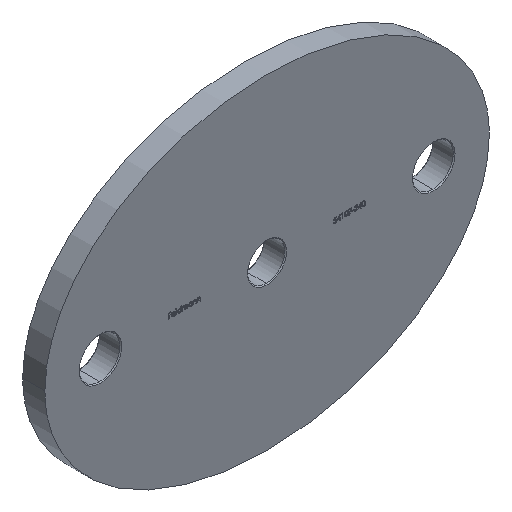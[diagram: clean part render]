
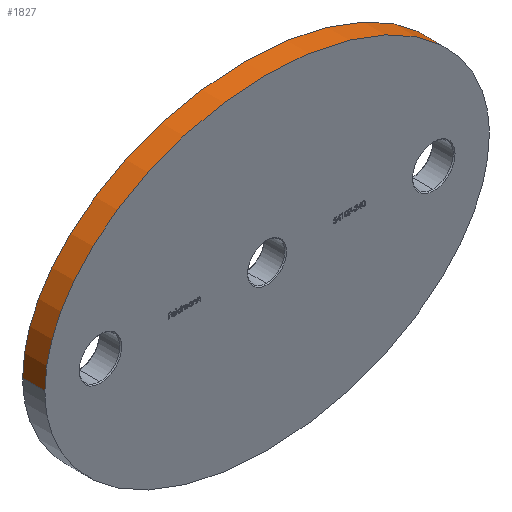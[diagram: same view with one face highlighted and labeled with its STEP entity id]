
A CAD part, isometric view. The second image highlights one B-rep face of the part: STEP entity #1827.
In plain terms, the highlighted free-form (B-spline) face has degree [3, 1] with [4, 2] control points.
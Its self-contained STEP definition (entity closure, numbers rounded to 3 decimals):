
#404 = VERTEX_POINT ( 'NONE', #7865 ) ;
#617 = CARTESIAN_POINT ( 'NONE',  ( -60., 0., 88. ) ) ;
#827 = CARTESIAN_POINT ( 'NONE',  ( 60., 6., 88. ) ) ;
#1113 = ORIENTED_EDGE ( 'NONE', *, *, #1265, .F. ) ;
#1265 = EDGE_CURVE ( 'NONE', #3312, #7219, #2237, .T. ) ;
#1827 = ADVANCED_FACE ( 'NONE', ( #2428 ), #4869, .F. ) ;
#2051 = CARTESIAN_POINT ( 'NONE',  ( 60., 0., 88. ) ) ;
#2068 = LINE ( 'NONE', #9216, #10442 ) ;
#2237 =( BOUNDED_CURVE ( )  B_SPLINE_CURVE ( 3, ( #4450, #7318, #827, #10809 ),
 .UNSPECIFIED., .F., .F. ) 
 B_SPLINE_CURVE_WITH_KNOTS ( ( 4, 4 ),
 ( 3.142, 6.283 ),
 .UNSPECIFIED. ) 
 CURVE ( )  GEOMETRIC_REPRESENTATION_ITEM ( )  RATIONAL_B_SPLINE_CURVE ( ( 1., 0.333, 0.333, 1. ) ) 
 REPRESENTATION_ITEM ( '' )  );
#2428 = FACE_OUTER_BOUND ( 'NONE', #10827, .T. ) ;
#2462 = DIRECTION ( 'NONE',  ( 0., -1., 0. ) ) ;
#2493 = ORIENTED_EDGE ( 'NONE', *, *, #9061, .T. ) ;
#2516 = ORIENTED_EDGE ( 'NONE', *, *, #7863, .F. ) ;
#3041 = CARTESIAN_POINT ( 'NONE',  ( 60., 0., 0. ) ) ;
#3312 = VERTEX_POINT ( 'NONE', #3632 ) ;
#3587 = VECTOR ( 'NONE', #2462, 1000. ) ;
#3632 = CARTESIAN_POINT ( 'NONE',  ( -60., 6., 0. ) ) ;
#3731 = CARTESIAN_POINT ( 'NONE',  ( -60., 6., 0. ) ) ;
#3963 = CARTESIAN_POINT ( 'NONE',  ( -60., 0., 0. ) ) ;
#4450 = CARTESIAN_POINT ( 'NONE',  ( -60., 6., 0. ) ) ;
#4869 =( BOUNDED_SURFACE ( )  B_SPLINE_SURFACE ( 3, 1, ( 
 ( #3731, #7088 ),
 ( #11812, #617 ),
 ( #9888, #9773 ),
 ( #10077, #8680 ) ),
 .UNSPECIFIED., .F., .F., .T. ) 
 B_SPLINE_SURFACE_WITH_KNOTS ( ( 4, 4 ),
 ( 2, 2 ),
 ( 0., 1. ),
 ( 0., 1. ),
 .UNSPECIFIED. ) 
 GEOMETRIC_REPRESENTATION_ITEM ( )  RATIONAL_B_SPLINE_SURFACE ( (
 ( 1., 1.),
 ( 0.333, 0.333),
 ( 0.333, 0.333),
 ( 1., 1.) ) ) 
 REPRESENTATION_ITEM ( '' )  SURFACE ( )  );
#5623 = ORIENTED_EDGE ( 'NONE', *, *, #7588, .T. ) ;
#6303 = CARTESIAN_POINT ( 'NONE',  ( 60., 6., 0. ) ) ;
#6639 = VERTEX_POINT ( 'NONE', #3963 ) ;
#6717 = CARTESIAN_POINT ( 'NONE',  ( -60., 0., 0. ) ) ;
#7088 = CARTESIAN_POINT ( 'NONE',  ( -60., 0., 0. ) ) ;
#7219 = VERTEX_POINT ( 'NONE', #6303 ) ;
#7318 = CARTESIAN_POINT ( 'NONE',  ( -60., 6., 88. ) ) ;
#7515 = CARTESIAN_POINT ( 'NONE',  ( -60., 0., 88. ) ) ;
#7588 = EDGE_CURVE ( 'NONE', #3312, #6639, #7727, .T. ) ;
#7727 = LINE ( 'NONE', #11613, #3587 ) ;
#7863 = EDGE_CURVE ( 'NONE', #7219, #404, #2068, .T. ) ;
#7865 = CARTESIAN_POINT ( 'NONE',  ( 60., 0., 0. ) ) ;
#8373 = DIRECTION ( 'NONE',  ( 0., -1., 0. ) ) ;
#8680 = CARTESIAN_POINT ( 'NONE',  ( 60., 0., 0. ) ) ;
#9061 = EDGE_CURVE ( 'NONE', #6639, #404, #9469, .T. ) ;
#9216 = CARTESIAN_POINT ( 'NONE',  ( 60., 6., 0. ) ) ;
#9469 =( BOUNDED_CURVE ( )  B_SPLINE_CURVE ( 3, ( #6717, #7515, #2051, #3041 ),
 .UNSPECIFIED., .F., .F. ) 
 B_SPLINE_CURVE_WITH_KNOTS ( ( 4, 4 ),
 ( 3.142, 6.283 ),
 .UNSPECIFIED. ) 
 CURVE ( )  GEOMETRIC_REPRESENTATION_ITEM ( )  RATIONAL_B_SPLINE_CURVE ( ( 1., 0.333, 0.333, 1. ) ) 
 REPRESENTATION_ITEM ( '' )  );
#9773 = CARTESIAN_POINT ( 'NONE',  ( 60., 0., 88. ) ) ;
#9888 = CARTESIAN_POINT ( 'NONE',  ( 60., 6., 88. ) ) ;
#10077 = CARTESIAN_POINT ( 'NONE',  ( 60., 6., 0. ) ) ;
#10442 = VECTOR ( 'NONE', #8373, 1000. ) ;
#10809 = CARTESIAN_POINT ( 'NONE',  ( 60., 6., 0. ) ) ;
#10827 = EDGE_LOOP ( 'NONE', ( #1113, #5623, #2493, #2516 ) ) ;
#11613 = CARTESIAN_POINT ( 'NONE',  ( -60., 6., 0. ) ) ;
#11812 = CARTESIAN_POINT ( 'NONE',  ( -60., 6., 88. ) ) ;
